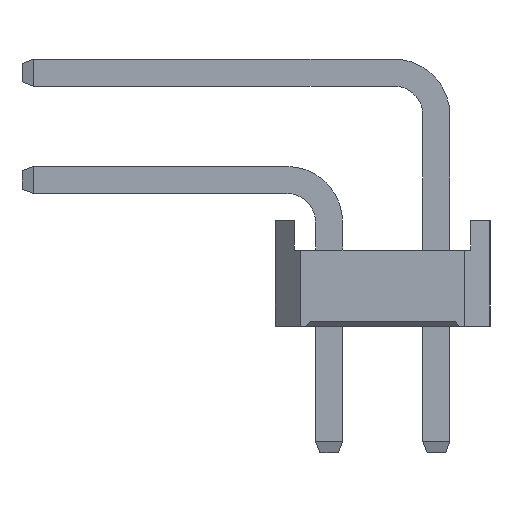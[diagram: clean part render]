
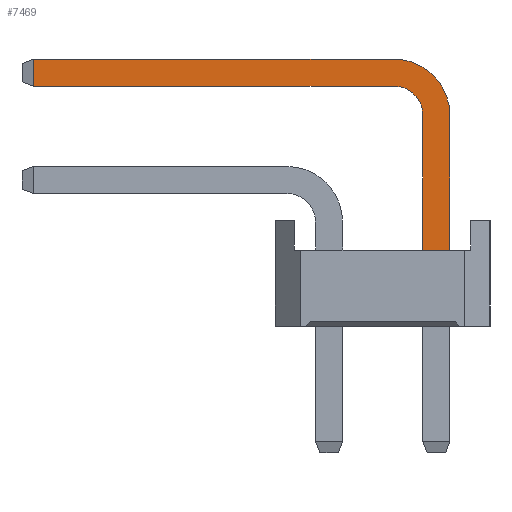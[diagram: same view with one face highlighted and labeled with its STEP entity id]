
A CAD part, left-side view. The second image highlights one B-rep face of the part: STEP entity #7469.
In plain terms, the highlighted planar face has unit normal (-1, 0, 0).
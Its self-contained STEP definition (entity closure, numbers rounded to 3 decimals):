
#7469=ADVANCED_FACE('',(#24276),#24278,.T.);
#24276=FACE_BOUND('',#24277,.T.);
#24277=EDGE_LOOP('',(#37539,#37540,#37541,#37542,#37543,#37544,#37545,#37546));
#24278=PLANE('',#24279);
#24279=AXIS2_PLACEMENT_3D('',#24280,#24281,#24282);
#24280=CARTESIAN_POINT('',(-0.32,-2.22,-3.));
#24281=DIRECTION('',(-1.,0.,0.));
#24282=DIRECTION('',(0.,-1.,0.));
#37539=ORIENTED_EDGE('',*,*,#45650,.F.);
#37540=ORIENTED_EDGE('',*,*,#45651,.F.);
#37541=ORIENTED_EDGE('',*,*,#45652,.F.);
#37542=ORIENTED_EDGE('',*,*,#45653,.F.);
#37543=ORIENTED_EDGE('',*,*,#43525,.T.);
#37544=ORIENTED_EDGE('',*,*,#45649,.T.);
#37545=ORIENTED_EDGE('',*,*,#45654,.T.);
#37546=ORIENTED_EDGE('',*,*,#45655,.T.);
#43525=EDGE_CURVE('',#49470,#49468,#49471,.T.);
#45649=EDGE_CURVE('',#49468,#52824,#52826,.T.);
#45650=EDGE_CURVE('',#52827,#52828,#52829,.T.);
#45651=EDGE_CURVE('',#52830,#52827,#52831,.T.);
#45652=EDGE_CURVE('',#52832,#52830,#52833,.T.);
#45653=EDGE_CURVE('',#49470,#52832,#52834,.T.);
#45654=EDGE_CURVE('',#52824,#52835,#52836,.T.);
#45655=EDGE_CURVE('',#52835,#52828,#52837,.T.);
#49468=VERTEX_POINT('',#59512);
#49470=VERTEX_POINT('',#59516);
#49471=LINE('',#59517,#59518);
#52824=VERTEX_POINT('',#67254);
#52826=LINE('',#67258,#67259);
#52827=VERTEX_POINT('',#67261);
#52828=VERTEX_POINT('',#67262);
#52829=LINE('',#67263,#67264);
#52830=VERTEX_POINT('',#67266);
#52831=LINE('',#67267,#67268);
#52832=VERTEX_POINT('',#67270);
#52833=CIRCLE('',#67271,0.68);
#52834=LINE('',#67275,#67276);
#52835=VERTEX_POINT('',#67278);
#52836=CIRCLE('',#67279,1.32);
#52837=LINE('',#67283,#67284);
#59512=CARTESIAN_POINT('',(-0.32,-2.86,1.8));
#59516=CARTESIAN_POINT('',(-0.32,-2.22,1.8));
#59517=CARTESIAN_POINT('',(-0.32,-2.22,1.8));
#59518=VECTOR('',#59519,1.);
#59519=DIRECTION('',(0.,-1.,0.));
#67254=CARTESIAN_POINT('',(-0.32,-2.86,5.));
#67258=CARTESIAN_POINT('',(-0.32,-2.86,1.8));
#67259=VECTOR('',#67260,1.);
#67260=DIRECTION('',(0.,0.,1.));
#67261=CARTESIAN_POINT('',(-0.32,6.995,5.68));
#67262=CARTESIAN_POINT('',(-0.32,6.995,6.32));
#67263=CARTESIAN_POINT('',(-0.32,6.995,5.68));
#67264=VECTOR('',#67265,1.);
#67265=DIRECTION('',(0.,0.,1.));
#67266=CARTESIAN_POINT('',(-0.32,-1.54,5.68));
#67267=CARTESIAN_POINT('',(-0.32,-1.54,5.68));
#67268=VECTOR('',#67269,1.);
#67269=DIRECTION('',(0.,1.,0.));
#67270=CARTESIAN_POINT('',(-0.32,-2.22,5.));
#67271=AXIS2_PLACEMENT_3D('',#67272,#67273,#67274);
#67272=CARTESIAN_POINT('',(-0.32,-1.54,5.));
#67273=DIRECTION('',(-1.,-0.,0.));
#67274=DIRECTION('',(0.,-1.,0.));
#67275=CARTESIAN_POINT('',(-0.32,-2.22,1.8));
#67276=VECTOR('',#67277,1.);
#67277=DIRECTION('',(0.,0.,1.));
#67278=CARTESIAN_POINT('',(-0.32,-1.54,6.32));
#67279=AXIS2_PLACEMENT_3D('',#67280,#67281,#67282);
#67280=CARTESIAN_POINT('',(-0.32,-1.54,5.));
#67281=DIRECTION('',(-1.,-0.,0.));
#67282=DIRECTION('',(0.,-1.,0.));
#67283=CARTESIAN_POINT('',(-0.32,-1.54,6.32));
#67284=VECTOR('',#67285,1.);
#67285=DIRECTION('',(0.,1.,0.));
